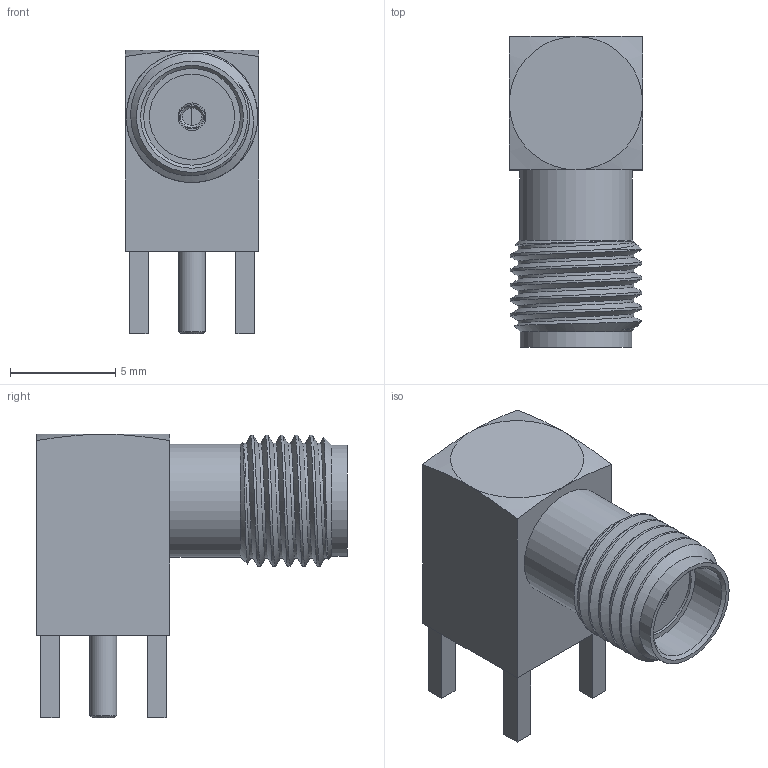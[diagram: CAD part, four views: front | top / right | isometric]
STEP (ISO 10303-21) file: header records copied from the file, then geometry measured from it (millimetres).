
FILE_DESCRIPTION(('FreeCAD Model'),'2;1');
FILE_NAME('Molex_-_73100-0114_ssh.stp','2021-04-01T15:32:43',('Author'),(''), 'Open CASCADE STEP processor 7.4','FreeCAD','Unknown');
FILE_SCHEMA(('AUTOMOTIVE_DESIGN_CC2 { 1 2 10303 214 -1 1 5 4 }'));
Length unit declared in the file: millimetre
Products named in the file (11): Open_CASCADE_STEP_translator_6.8_007; Open_CASCADE_STEP_translator_6.8_006; Open_CASCADE_STEP_translator_6.8_008; Open_CASCADE_STEP_translator_6.8_005; Open_CASCADE_STEP_translator_6.8_004; Open_CASCADE_STEP_translator_6.8_2; Open_CASCADE_STEP_translator_6.8_003; Open_CASCADE_STEP_translator_6.8_1; Open_CASCADE_STEP_translator_6.8_010; Open_CASCADE_STEP_translator_6.8_011; Open_CASCADE_STEP_translator_6.8_009
Bounding box: 6.35 x 14.8 x 13.5 mm (x, y, z)
Volume: 575.6 mm3; surface area: 639.2 mm2
Topology: 1 solids, 1 shells, 62 faces, 206 edges, 185 vertices
Faces by surface type: plane 38, cylinder 12, cone 10, bspline 2
Full cylindrical faces by diameter (mm): 1.27 x1, 1.32 x1, 4.06 x1, 4.6 x1, 5.3 x1, 5.38 x1
Entity records: 4571 total; most frequent: CARTESIAN_POINT 2629, ORIENTED_EDGE 392, DIRECTION 296, EDGE_CURVE 196, VERTEX_POINT 145, AXIS2_PLACEMENT_3D 111, B_SPLINE_CURVE_WITH_KNOTS 82, LINE 74
